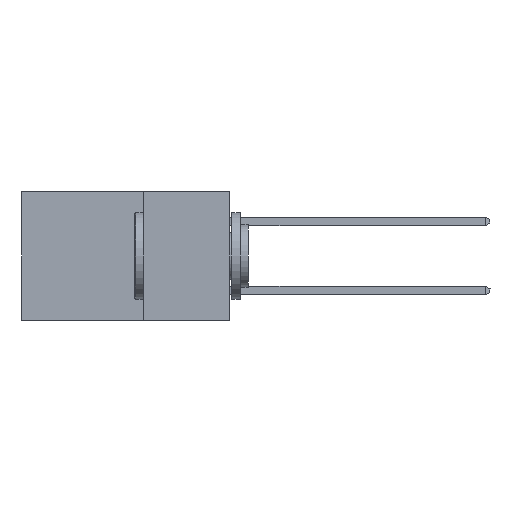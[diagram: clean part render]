
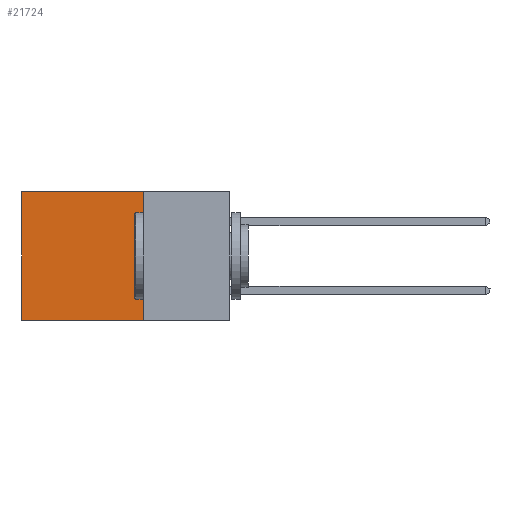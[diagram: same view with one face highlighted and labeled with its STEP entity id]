
A CAD part, left-side view. The second image highlights one B-rep face of the part: STEP entity #21724.
In plain terms, the highlighted planar face has unit normal (-1, 0, 0).
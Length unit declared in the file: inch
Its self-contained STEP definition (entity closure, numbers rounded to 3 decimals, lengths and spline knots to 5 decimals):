
#651 = EDGE_CURVE ( 'NONE', #15888, #5775, #2194, .T. ) ;
#2194 = LINE ( 'NONE', #4930, #26641 ) ;
#2206 = FACE_OUTER_BOUND ( 'NONE', #9397, .T. ) ;
#2500 = CARTESIAN_POINT ( 'NONE',  ( 0.298, 0.6, -0.37 ) ) ;
#2792 = ORIENTED_EDGE ( 'NONE', *, *, #23811, .F. ) ;
#3218 = VECTOR ( 'NONE', #9187, 39.37008 ) ;
#3661 = DIRECTION ( 'NONE',  ( 0., 1., 0. ) ) ;
#4138 = VERTEX_POINT ( 'NONE', #2500 ) ;
#4681 = EDGE_CURVE ( 'NONE', #6145, #4138, #20573, .T. ) ;
#4900 = LINE ( 'NONE', #15247, #9611 ) ;
#4930 = CARTESIAN_POINT ( 'NONE',  ( 0.298, 0.25, 0. ) ) ;
#5775 = VERTEX_POINT ( 'NONE', #25754 ) ;
#6145 = VERTEX_POINT ( 'NONE', #29458 ) ;
#6619 = DIRECTION ( 'NONE',  ( 0., 0., -1. ) ) ;
#8233 = ORIENTED_EDGE ( 'NONE', *, *, #4681, .F. ) ;
#9187 = DIRECTION ( 'NONE',  ( 0., 0., -1. ) ) ;
#9397 = EDGE_LOOP ( 'NONE', ( #15050, #8233, #2792, #21661 ) ) ;
#9611 = VECTOR ( 'NONE', #20068, 39.37008 ) ;
#11912 = AXIS2_PLACEMENT_3D ( 'NONE', #26893, #13043, #6619 ) ;
#12716 = CARTESIAN_POINT ( 'NONE',  ( 0.298, 0.25, -0.37 ) ) ;
#13043 = DIRECTION ( 'NONE',  ( 1., 0., 0. ) ) ;
#15050 = ORIENTED_EDGE ( 'NONE', *, *, #25847, .T. ) ;
#15247 = CARTESIAN_POINT ( 'NONE',  ( 0.298, 0.6, 0. ) ) ;
#15888 = VERTEX_POINT ( 'NONE', #23060 ) ;
#17635 = DIRECTION ( 'NONE',  ( 0., 1., 0. ) ) ;
#18097 = PLANE ( 'NONE',  #11912 ) ;
#20068 = DIRECTION ( 'NONE',  ( 0., 0., -1. ) ) ;
#20573 = LINE ( 'NONE', #12716, #23097 ) ;
#21661 = ORIENTED_EDGE ( 'NONE', *, *, #651, .T. ) ;
#21724 = ADVANCED_FACE ( 'NONE', ( #2206 ), #18097, .F. ) ;
#23060 = CARTESIAN_POINT ( 'NONE',  ( 0.298, 0.25, 0. ) ) ;
#23097 = VECTOR ( 'NONE', #17635, 39.37008 ) ;
#23811 = EDGE_CURVE ( 'NONE', #15888, #6145, #27721, .T. ) ;
#25754 = CARTESIAN_POINT ( 'NONE',  ( 0.298, 0.6, 0. ) ) ;
#25847 = EDGE_CURVE ( 'NONE', #5775, #4138, #4900, .T. ) ;
#26641 = VECTOR ( 'NONE', #3661, 39.37008 ) ;
#26893 = CARTESIAN_POINT ( 'NONE',  ( 0.298, 0.25, 0. ) ) ;
#27721 = LINE ( 'NONE', #27840, #3218 ) ;
#27840 = CARTESIAN_POINT ( 'NONE',  ( 0.298, 0.25, 0. ) ) ;
#29458 = CARTESIAN_POINT ( 'NONE',  ( 0.298, 0.25, -0.37 ) ) ;
